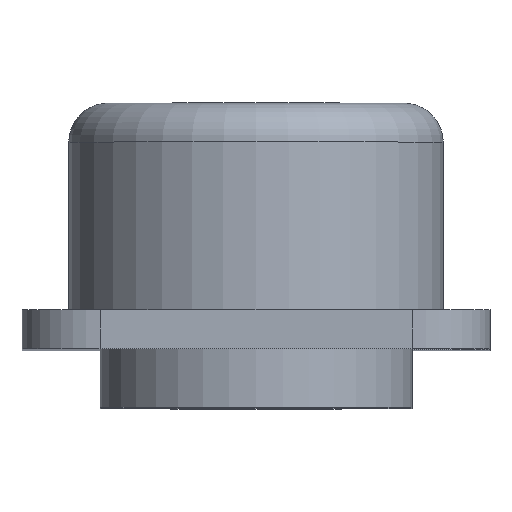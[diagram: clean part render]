
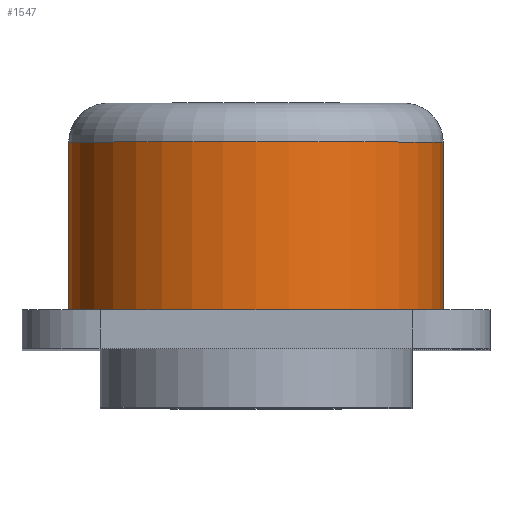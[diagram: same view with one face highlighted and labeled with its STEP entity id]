
A CAD part, top view. The second image highlights one B-rep face of the part: STEP entity #1547.
In plain terms, the highlighted cylindrical face has radius 2.4 mm (diameter 4.8 mm), a full revolution.
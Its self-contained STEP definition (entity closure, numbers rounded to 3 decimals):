
#146=FACE_OUTER_BOUND('',#237,.T.);
#237=EDGE_LOOP('',(#1313,#1314,#1315,#1316,#1317));
#367=LINE('',#2613,#503);
#503=VECTOR('',#2148,2.4);
#604=CIRCLE('',#1723,2.4);
#605=CIRCLE('',#1724,2.4);
#607=CIRCLE('',#1727,2.4);
#737=VERTEX_POINT('',#2605);
#738=VERTEX_POINT('',#2607);
#739=VERTEX_POINT('',#2612);
#943=EDGE_CURVE('',#737,#738,#604,.T.);
#944=EDGE_CURVE('',#738,#737,#605,.T.);
#946=EDGE_CURVE('',#738,#739,#367,.T.);
#947=EDGE_CURVE('',#739,#739,#607,.T.);
#1313=ORIENTED_EDGE('',*,*,#944,.F.);
#1314=ORIENTED_EDGE('',*,*,#946,.T.);
#1315=ORIENTED_EDGE('',*,*,#947,.F.);
#1316=ORIENTED_EDGE('',*,*,#946,.F.);
#1317=ORIENTED_EDGE('',*,*,#943,.F.);
#1470=CYLINDRICAL_SURFACE('',#1726,2.4);
#1547=ADVANCED_FACE('',(#146),#1470,.T.);
#1723=AXIS2_PLACEMENT_3D('',#2608,#2140,#2141);
#1724=AXIS2_PLACEMENT_3D('',#2609,#2142,#2143);
#1726=AXIS2_PLACEMENT_3D('',#2611,#2146,#2147);
#1727=AXIS2_PLACEMENT_3D('',#2614,#2149,#2150);
#2140=DIRECTION('center_axis',(0.,1.,0.));
#2141=DIRECTION('ref_axis',(1.,0.,0.));
#2142=DIRECTION('center_axis',(0.,1.,0.));
#2143=DIRECTION('ref_axis',(1.,0.,0.));
#2146=DIRECTION('center_axis',(0.,1.,0.));
#2147=DIRECTION('ref_axis',(1.,0.,0.));
#2148=DIRECTION('',(0.,-1.,0.));
#2149=DIRECTION('center_axis',(0.,-1.,0.));
#2150=DIRECTION('ref_axis',(1.,0.,0.));
#2605=CARTESIAN_POINT('',(0.,2.15,2.6));
#2607=CARTESIAN_POINT('',(-2.4,2.15,5.));
#2608=CARTESIAN_POINT('Origin',(0.,2.15,5.));
#2609=CARTESIAN_POINT('Origin',(0.,2.15,5.));
#2611=CARTESIAN_POINT('Origin',(0.,0.,5.));
#2612=CARTESIAN_POINT('',(-2.4,0.,5.));
#2613=CARTESIAN_POINT('',(-2.4,0.,5.));
#2614=CARTESIAN_POINT('Origin',(0.,0.,5.));
